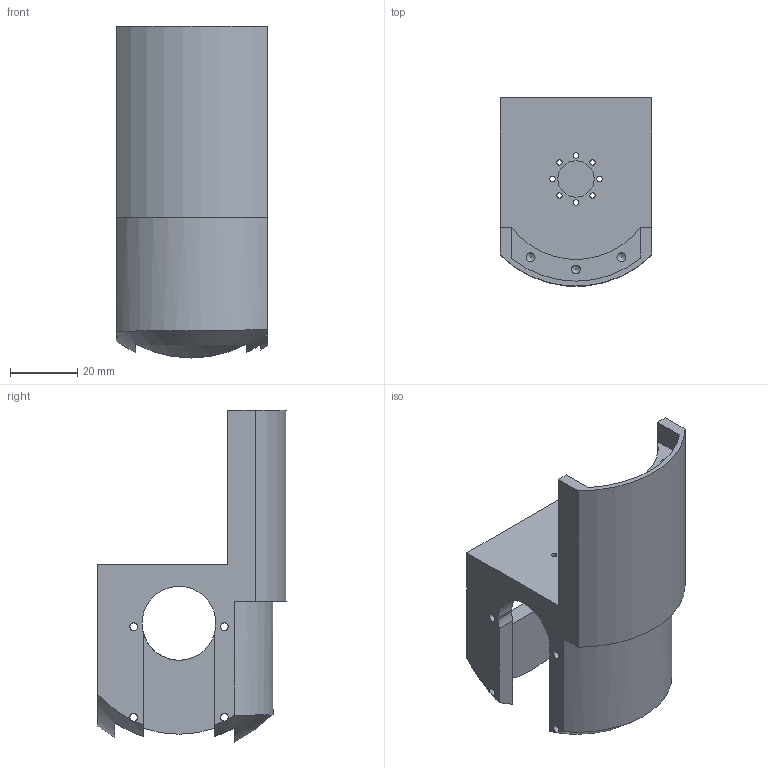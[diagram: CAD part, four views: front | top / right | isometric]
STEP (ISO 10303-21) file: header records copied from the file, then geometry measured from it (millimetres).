
FILE_DESCRIPTION(/* description */ (''),/* implementation_level */ '2;1');
FILE_NAME(/* name */ 'HIP_ROLL_FRONT.stp',/* time_stamp */ '2017-08-21T11:38:29+09:00',/* author */ (''),/* organization */ (''),/* preprocessor_version */ 'ST-DEVELOPER v16.13',/* originating_system */ 'Autodesk Translation Framework v6.1.1.50',/* authorisation */ '');
FILE_SCHEMA (('AUTOMOTIVE_DESIGN { 1 0 10303 214 3 1 1 }'));
Length unit declared in the file: millimetre
Products named in the file (1): HIP_ROLL_FRONT
Bounding box: 45.04 x 56.02 x 98.84 mm (x, y, z)
Volume: 63661.6 mm3; surface area: 24266.1 mm2
Topology: 1 solids, 1 shells, 67 faces, 210 edges, 140 vertices
Faces by surface type: plane 34, cylinder 29, cone 3, sphere 1
Full cylindrical faces by diameter (mm): 1.623 x8, 2.3 x8, 2.6 x3, 10.8 x1
Entity records: 2319 total; most frequent: CARTESIAN_POINT 460, DIRECTION 384, ORIENTED_EDGE 350, EDGE_CURVE 175, AXIS2_PLACEMENT_3D 146, VERTEX_POINT 128, EDGE_LOOP 121, LINE 92
